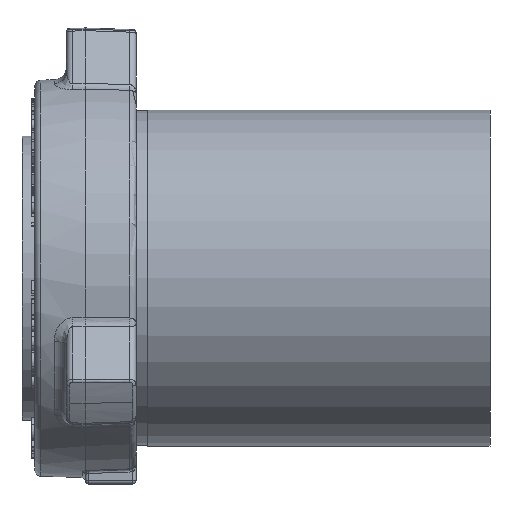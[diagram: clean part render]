
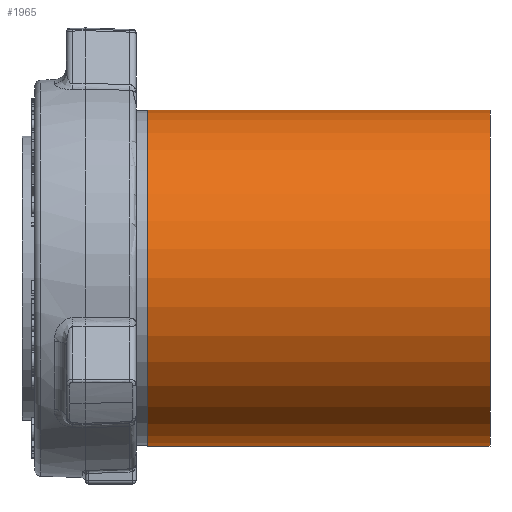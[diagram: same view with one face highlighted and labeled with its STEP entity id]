
A CAD part, left-side view. The second image highlights one B-rep face of the part: STEP entity #1965.
In plain terms, the highlighted cylindrical face has radius 84.138 mm (diameter 168.275 mm), a partial arc.
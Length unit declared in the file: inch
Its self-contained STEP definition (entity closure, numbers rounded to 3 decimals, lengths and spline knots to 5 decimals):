
#263 = DIRECTION ( 'NONE',  ( 0., -1., 0. ) ) ;
#806 = LINE ( 'NONE', #2701, #6788 ) ;
#840 = VERTEX_POINT ( 'NONE', #25840 ) ;
#1965 = ADVANCED_FACE ( 'NONE', ( #12161 ), #31161, .T. ) ;
#2701 = CARTESIAN_POINT ( 'NONE',  ( 0., 8.187, -3.3125 ) ) ;
#3139 = DIRECTION ( 'NONE',  ( 0., 0., -1. ) ) ;
#5083 = DIRECTION ( 'NONE',  ( 0., -1., 0. ) ) ;
#5098 = EDGE_CURVE ( 'NONE', #840, #21180, #806, .T. ) ;
#5896 = AXIS2_PLACEMENT_3D ( 'NONE', #24970, #9467, #27561 ) ;
#6788 = VECTOR ( 'NONE', #263, 39.37008 ) ;
#8359 = VECTOR ( 'NONE', #27648, 39.37008 ) ;
#9467 = DIRECTION ( 'NONE',  ( 0., 1., 0. ) ) ;
#9540 = CARTESIAN_POINT ( 'NONE',  ( 0., 8.187, 3.3125 ) ) ;
#9564 = ORIENTED_EDGE ( 'NONE', *, *, #20881, .T. ) ;
#9738 = AXIS2_PLACEMENT_3D ( 'NONE', #33047, #12159, #3139 ) ;
#12159 = DIRECTION ( 'NONE',  ( 0., -1., 0. ) ) ;
#12161 = FACE_OUTER_BOUND ( 'NONE', #27387, .T. ) ;
#14055 = ORIENTED_EDGE ( 'NONE', *, *, #14365, .T. ) ;
#14365 = EDGE_CURVE ( 'NONE', #21180, #19859, #22986, .T. ) ;
#15274 = CIRCLE ( 'NONE', #19386, 3.3125 ) ;
#19386 = AXIS2_PLACEMENT_3D ( 'NONE', #20502, #5083, #23120 ) ;
#19859 = VERTEX_POINT ( 'NONE', #27272 ) ;
#19889 = ORIENTED_EDGE ( 'NONE', *, *, #5098, .T. ) ;
#20502 = CARTESIAN_POINT ( 'NONE',  ( 0., 6.75, 0. ) ) ;
#20881 = EDGE_CURVE ( 'NONE', #32514, #840, #15274, .T. ) ;
#21180 = VERTEX_POINT ( 'NONE', #21978 ) ;
#21289 = LINE ( 'NONE', #9540, #8359 ) ;
#21388 = CARTESIAN_POINT ( 'NONE',  ( 0., 6.75, 3.3125 ) ) ;
#21978 = CARTESIAN_POINT ( 'NONE',  ( 0., 0., -3.3125 ) ) ;
#22757 = EDGE_CURVE ( 'NONE', #32514, #19859, #21289, .T. ) ;
#22986 = CIRCLE ( 'NONE', #5896, 3.3125 ) ;
#23120 = DIRECTION ( 'NONE',  ( 0., 0., -1. ) ) ;
#24970 = CARTESIAN_POINT ( 'NONE',  ( 0., 0., 0. ) ) ;
#25840 = CARTESIAN_POINT ( 'NONE',  ( 0., 6.75, -3.3125 ) ) ;
#26693 = ORIENTED_EDGE ( 'NONE', *, *, #22757, .F. ) ;
#27272 = CARTESIAN_POINT ( 'NONE',  ( 0., 0., 3.3125 ) ) ;
#27387 = EDGE_LOOP ( 'NONE', ( #26693, #9564, #19889, #14055 ) ) ;
#27561 = DIRECTION ( 'NONE',  ( 0., 0., 1. ) ) ;
#27648 = DIRECTION ( 'NONE',  ( 0., -1., 0. ) ) ;
#31161 = CYLINDRICAL_SURFACE ( 'NONE', #9738, 3.3125 ) ;
#32514 = VERTEX_POINT ( 'NONE', #21388 ) ;
#33047 = CARTESIAN_POINT ( 'NONE',  ( 0., 8.187, 0. ) ) ;
